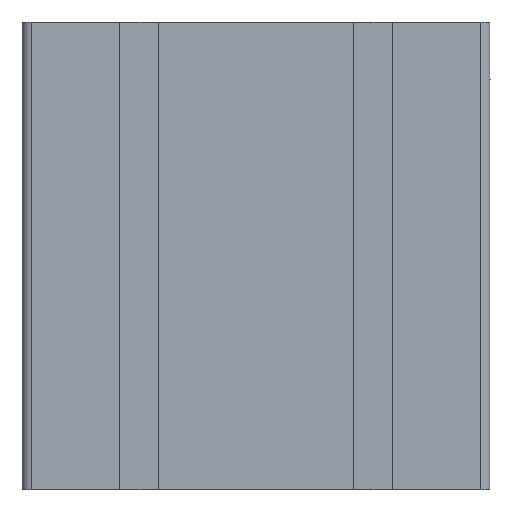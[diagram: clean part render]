
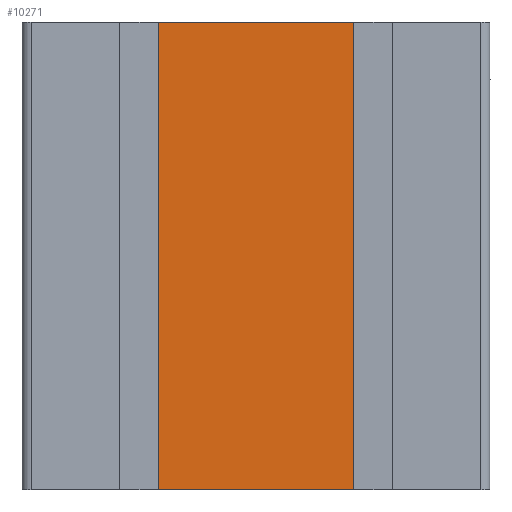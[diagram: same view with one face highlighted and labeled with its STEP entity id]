
A CAD part, front view. The second image highlights one B-rep face of the part: STEP entity #10271.
In plain terms, the highlighted planar face has unit normal (0, -1, 0).
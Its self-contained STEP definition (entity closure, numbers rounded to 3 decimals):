
#255 = LINE ( 'NONE', #573, #306 ) ;
#306 = VECTOR ( 'NONE', #637, 1000. ) ;
#487 = VERTEX_POINT ( 'NONE', #6907 ) ;
#572 = LINE ( 'NONE', #2253, #612 ) ;
#573 = CARTESIAN_POINT ( 'NONE',  ( 7210.167, 816.773, 0. ) ) ;
#612 = VECTOR ( 'NONE', #2771, 1000. ) ;
#637 = DIRECTION ( 'NONE',  ( 1., 0., 0. ) ) ;
#948 = VECTOR ( 'NONE', #3800, 1000. ) ;
#974 = LINE ( 'NONE', #3832, #948 ) ;
#1455 = CARTESIAN_POINT ( 'NONE',  ( 7210.167, 816.773, 100. ) ) ;
#1651 = DIRECTION ( 'NONE',  ( 0., 0., 1. ) ) ;
#1694 = PLANE ( 'NONE',  #3567 ) ;
#1702 = DIRECTION ( 'NONE',  ( 0., 1., 0. ) ) ;
#1721 = CARTESIAN_POINT ( 'NONE',  ( 7210.167, 816.773, 100. ) ) ;
#2003 = VECTOR ( 'NONE', #7355, 1000. ) ;
#2045 = LINE ( 'NONE', #7566, #2003 ) ;
#2253 = CARTESIAN_POINT ( 'NONE',  ( 7279.07, 816.773, 100. ) ) ;
#2771 = DIRECTION ( 'NONE',  ( 1., 0., 0. ) ) ;
#2989 = VERTEX_POINT ( 'NONE', #10410 ) ;
#3567 = AXIS2_PLACEMENT_3D ( 'NONE', #1721, #1702, #1651 ) ;
#3800 = DIRECTION ( 'NONE',  ( 0., 0., 1. ) ) ;
#3832 = CARTESIAN_POINT ( 'NONE',  ( 7251.969, 816.773, 100. ) ) ;
#4182 = FACE_OUTER_BOUND ( 'NONE', #8893, .T. ) ;
#5370 = EDGE_CURVE ( 'NONE', #487, #10288, #2045, .T. ) ;
#5691 = ORIENTED_EDGE ( 'NONE', *, *, #6009, .T. ) ;
#5797 = ORIENTED_EDGE ( 'NONE', *, *, #6230, .F. ) ;
#6009 = EDGE_CURVE ( 'NONE', #2989, #10697, #974, .T. ) ;
#6230 = EDGE_CURVE ( 'NONE', #10288, #10697, #572, .T. ) ;
#6437 = EDGE_CURVE ( 'NONE', #487, #2989, #255, .T. ) ;
#6907 = CARTESIAN_POINT ( 'NONE',  ( 7210.167, 816.773, 0. ) ) ;
#7355 = DIRECTION ( 'NONE',  ( 0., 0., 1. ) ) ;
#7566 = CARTESIAN_POINT ( 'NONE',  ( 7210.167, 816.773, 100. ) ) ;
#8060 = ORIENTED_EDGE ( 'NONE', *, *, #6437, .T. ) ;
#8467 = ORIENTED_EDGE ( 'NONE', *, *, #5370, .F. ) ;
#8893 = EDGE_LOOP ( 'NONE', ( #5691, #5797, #8467, #8060 ) ) ;
#9183 = CARTESIAN_POINT ( 'NONE',  ( 7251.969, 816.773, 100. ) ) ;
#10271 = ADVANCED_FACE ( 'NONE', ( #4182 ), #1694, .F. ) ;
#10288 = VERTEX_POINT ( 'NONE', #1455 ) ;
#10410 = CARTESIAN_POINT ( 'NONE',  ( 7251.969, 816.773, 0. ) ) ;
#10697 = VERTEX_POINT ( 'NONE', #9183 ) ;
